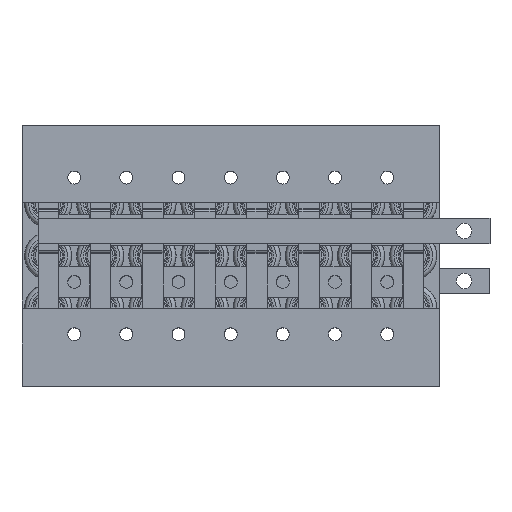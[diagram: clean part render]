
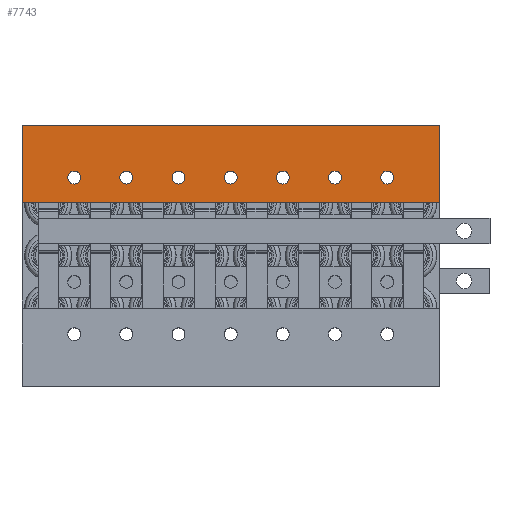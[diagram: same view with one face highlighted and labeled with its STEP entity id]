
A CAD part, top view. The second image highlights one B-rep face of the part: STEP entity #7743.
In plain terms, the highlighted face is planar.
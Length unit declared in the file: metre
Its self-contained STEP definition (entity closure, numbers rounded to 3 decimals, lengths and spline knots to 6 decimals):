
#640=LINE('',#13107,#1292);
#643=LINE('',#13113,#1295);
#646=LINE('',#13119,#1298);
#649=LINE('',#13124,#1301);
#1292=VECTOR('',#10894,1.);
#1295=VECTOR('',#10899,1.);
#1298=VECTOR('',#10904,1.);
#1301=VECTOR('',#10909,1.);
#1999=PLANE('',#8640);
#3973=ORIENTED_EDGE('',*,*,#5024,.T.);
#3974=ORIENTED_EDGE('',*,*,#5025,.T.);
#3975=ORIENTED_EDGE('',*,*,#5026,.T.);
#3976=ORIENTED_EDGE('',*,*,#5027,.T.);
#3977=ORIENTED_EDGE('',*,*,#5028,.T.);
#3978=ORIENTED_EDGE('',*,*,#5029,.T.);
#3979=ORIENTED_EDGE('',*,*,#5030,.T.);
#3980=ORIENTED_EDGE('',*,*,#5014,.T.);
#3981=ORIENTED_EDGE('',*,*,#5023,.T.);
#3982=ORIENTED_EDGE('',*,*,#5020,.F.);
#3983=ORIENTED_EDGE('',*,*,#5017,.F.);
#5014=EDGE_CURVE('',#5666,#5665,#640,.T.);
#5017=EDGE_CURVE('',#5666,#5668,#643,.T.);
#5020=EDGE_CURVE('',#5668,#5670,#646,.T.);
#5023=EDGE_CURVE('',#5665,#5670,#649,.T.);
#5024=EDGE_CURVE('',#5671,#5671,#6042,.T.);
#5025=EDGE_CURVE('',#5672,#5672,#6043,.T.);
#5026=EDGE_CURVE('',#5673,#5673,#6044,.T.);
#5027=EDGE_CURVE('',#5674,#5674,#6045,.T.);
#5028=EDGE_CURVE('',#5675,#5675,#6046,.T.);
#5029=EDGE_CURVE('',#5676,#5676,#6047,.T.);
#5030=EDGE_CURVE('',#5677,#5677,#6048,.T.);
#5665=VERTEX_POINT('',#13106);
#5666=VERTEX_POINT('',#13108);
#5668=VERTEX_POINT('',#13114);
#5670=VERTEX_POINT('',#13120);
#5671=VERTEX_POINT('',#13127);
#5672=VERTEX_POINT('',#13129);
#5673=VERTEX_POINT('',#13131);
#5674=VERTEX_POINT('',#13133);
#5675=VERTEX_POINT('',#13135);
#5676=VERTEX_POINT('',#13137);
#5677=VERTEX_POINT('',#13139);
#6042=CIRCLE('',#8641,0.0025);
#6043=CIRCLE('',#8642,0.0025);
#6044=CIRCLE('',#8643,0.0025);
#6045=CIRCLE('',#8644,0.0025);
#6046=CIRCLE('',#8645,0.0025);
#6047=CIRCLE('',#8646,0.0025);
#6048=CIRCLE('',#8647,0.0025);
#6648=EDGE_LOOP('',(#3973));
#6649=EDGE_LOOP('',(#3974));
#6650=EDGE_LOOP('',(#3975));
#6651=EDGE_LOOP('',(#3976));
#6652=EDGE_LOOP('',(#3977));
#6653=EDGE_LOOP('',(#3978));
#6654=EDGE_LOOP('',(#3979));
#6655=EDGE_LOOP('',(#3980,#3981,#3982,#3983));
#7278=FACE_BOUND('',#6648,.T.);
#7279=FACE_BOUND('',#6649,.T.);
#7280=FACE_BOUND('',#6650,.T.);
#7281=FACE_BOUND('',#6651,.T.);
#7282=FACE_BOUND('',#6652,.T.);
#7283=FACE_BOUND('',#6653,.T.);
#7284=FACE_BOUND('',#6654,.T.);
#7285=FACE_BOUND('',#6655,.T.);
#7743=ADVANCED_FACE('',(#7278,#7279,#7280,#7281,#7282,#7283,#7284,#7285),
#1999,.F.);
#8640=AXIS2_PLACEMENT_3D('',#13125,#10910,#10911);
#8641=AXIS2_PLACEMENT_3D('',#13126,#10912,#10913);
#8642=AXIS2_PLACEMENT_3D('',#13128,#10914,#10915);
#8643=AXIS2_PLACEMENT_3D('',#13130,#10916,#10917);
#8644=AXIS2_PLACEMENT_3D('',#13132,#10918,#10919);
#8645=AXIS2_PLACEMENT_3D('',#13134,#10920,#10921);
#8646=AXIS2_PLACEMENT_3D('',#13136,#10922,#10923);
#8647=AXIS2_PLACEMENT_3D('',#13138,#10924,#10925);
#10894=DIRECTION('',(0.,1.,0.));
#10899=DIRECTION('',(1.,0.,0.));
#10904=DIRECTION('',(0.,1.,0.));
#10909=DIRECTION('',(1.,0.,0.));
#10910=DIRECTION('',(0.,0.,1.));
#10911=DIRECTION('',(1.,0.,0.));
#10912=DIRECTION('',(0.,0.,1.));
#10913=DIRECTION('',(1.,0.,0.));
#10914=DIRECTION('',(0.,0.,1.));
#10915=DIRECTION('',(1.,0.,0.));
#10916=DIRECTION('',(0.,0.,1.));
#10917=DIRECTION('',(1.,0.,0.));
#10918=DIRECTION('',(0.,0.,1.));
#10919=DIRECTION('',(1.,0.,0.));
#10920=DIRECTION('',(0.,0.,1.));
#10921=DIRECTION('',(1.,0.,0.));
#10922=DIRECTION('',(0.,0.,1.));
#10923=DIRECTION('',(1.,0.,0.));
#10924=DIRECTION('',(0.,0.,1.));
#10925=DIRECTION('',(1.,0.,0.));
#13106=CARTESIAN_POINT('',(-0.0101,0.0199,-0.012));
#13107=CARTESIAN_POINT('',(-0.0101,0.0049,-0.012));
#13108=CARTESIAN_POINT('',(-0.0101,-0.0101,-0.012));
#13113=CARTESIAN_POINT('',(0.0707,-0.0101,-0.012));
#13114=CARTESIAN_POINT('',(0.1515,-0.0101,-0.012));
#13119=CARTESIAN_POINT('',(0.1515,0.0049,-0.012));
#13120=CARTESIAN_POINT('',(0.1515,0.0199,-0.012));
#13124=CARTESIAN_POINT('',(0.0707,0.0199,-0.012));
#13125=CARTESIAN_POINT('',(0.0707,0.0049,-0.012));
#13126=CARTESIAN_POINT('',(0.0101,0.0101,-0.012));
#13127=CARTESIAN_POINT('',(0.0126,0.0101,-0.012));
#13128=CARTESIAN_POINT('',(0.0707,0.0101,-0.012));
#13129=CARTESIAN_POINT('',(0.0732,0.0101,-0.012));
#13130=CARTESIAN_POINT('',(0.0909,0.0101,-0.012));
#13131=CARTESIAN_POINT('',(0.0934,0.0101,-0.012));
#13132=CARTESIAN_POINT('',(0.1111,0.0101,-0.012));
#13133=CARTESIAN_POINT('',(0.1136,0.0101,-0.012));
#13134=CARTESIAN_POINT('',(0.1313,0.0101,-0.012));
#13135=CARTESIAN_POINT('',(0.1338,0.0101,-0.012));
#13136=CARTESIAN_POINT('',(0.0505,0.0101,-0.012));
#13137=CARTESIAN_POINT('',(0.053,0.0101,-0.012));
#13138=CARTESIAN_POINT('',(0.0303,0.0101,-0.012));
#13139=CARTESIAN_POINT('',(0.0328,0.0101,-0.012));
